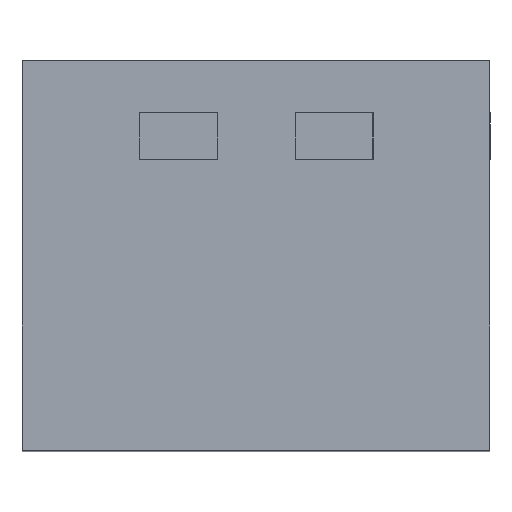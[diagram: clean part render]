
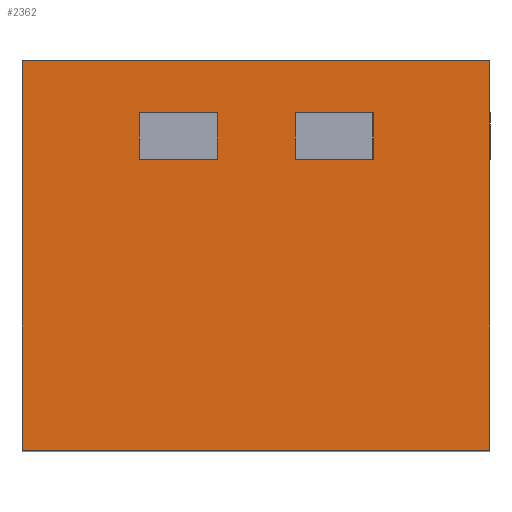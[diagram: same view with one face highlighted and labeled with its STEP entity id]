
A CAD part, top view. The second image highlights one B-rep face of the part: STEP entity #2362.
In plain terms, the highlighted planar face has unit normal (0, 0, 1).
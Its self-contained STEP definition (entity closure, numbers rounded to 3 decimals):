
#506=ORIENTED_EDGE('',*,*,#995,.F.);
#507=ORIENTED_EDGE('',*,*,#1003,.T.);
#508=ORIENTED_EDGE('',*,*,#993,.F.);
#509=ORIENTED_EDGE('',*,*,#984,.F.);
#510=ORIENTED_EDGE('',*,*,#1034,.F.);
#511=ORIENTED_EDGE('',*,*,#1026,.T.);
#512=ORIENTED_EDGE('',*,*,#1050,.T.);
#513=ORIENTED_EDGE('',*,*,#1024,.T.);
#514=ORIENTED_EDGE('',*,*,#1072,.T.);
#515=ORIENTED_EDGE('',*,*,#1073,.F.);
#516=ORIENTED_EDGE('',*,*,#1068,.F.);
#517=ORIENTED_EDGE('',*,*,#1074,.T.);
#984=EDGE_CURVE('',#1308,#1309,#1535,.T.);
#993=EDGE_CURVE('',#1309,#1316,#1541,.T.);
#995=EDGE_CURVE('',#1317,#1308,#1542,.F.);
#1003=EDGE_CURVE('',#1317,#1316,#1548,.T.);
#1024=EDGE_CURVE('',#1330,#1333,#1563,.F.);
#1026=EDGE_CURVE('',#1336,#1335,#1565,.T.);
#1034=EDGE_CURVE('',#1336,#1333,#1570,.T.);
#1050=EDGE_CURVE('',#1335,#1330,#1581,.T.);
#1068=EDGE_CURVE('',#1361,#1362,#1595,.T.);
#1072=EDGE_CURVE('',#1365,#1366,#1599,.T.);
#1073=EDGE_CURVE('',#1362,#1366,#1600,.T.);
#1074=EDGE_CURVE('',#1361,#1365,#1601,.T.);
#1308=VERTEX_POINT('',#3604);
#1309=VERTEX_POINT('',#3606);
#1316=VERTEX_POINT('',#3621);
#1317=VERTEX_POINT('',#3626);
#1330=VERTEX_POINT('',#3677);
#1333=VERTEX_POINT('',#3682);
#1335=VERTEX_POINT('',#3687);
#1336=VERTEX_POINT('',#3689);
#1361=VERTEX_POINT('',#3770);
#1362=VERTEX_POINT('',#3771);
#1365=VERTEX_POINT('',#3779);
#1366=VERTEX_POINT('',#3780);
#1535=LINE('',#3605,#1777);
#1541=LINE('',#3623,#1783);
#1542=LINE('',#3628,#1784);
#1548=LINE('',#3641,#1790);
#1563=LINE('',#3683,#1805);
#1565=LINE('',#3688,#1807);
#1570=LINE('',#3704,#1812);
#1581=LINE('',#3734,#1823);
#1595=LINE('',#3769,#1837);
#1599=LINE('',#3778,#1841);
#1600=LINE('',#3781,#1842);
#1601=LINE('',#3782,#1843);
#1777=VECTOR('',#2887,1000.);
#1783=VECTOR('',#2901,1000.);
#1784=VECTOR('',#2906,1000.);
#1790=VECTOR('',#2920,1000.);
#1805=VECTOR('',#2965,1000.);
#1807=VECTOR('',#2969,1000.);
#1812=VECTOR('',#2984,1000.);
#1823=VECTOR('',#3011,1000.);
#1837=VECTOR('',#3051,1000.);
#1841=VECTOR('',#3057,1000.);
#1842=VECTOR('',#3058,1000.);
#1843=VECTOR('',#3059,1000.);
#2022=EDGE_LOOP('',(#506,#507,#508,#509));
#2023=EDGE_LOOP('',(#510,#511,#512,#513));
#2024=EDGE_LOOP('',(#514,#515,#516,#517));
#2158=FACE_BOUND('',#2022,.T.);
#2159=FACE_BOUND('',#2023,.T.);
#2160=FACE_BOUND('',#2024,.T.);
#2264=PLANE('',#2587);
#2362=ADVANCED_FACE('',(#2158,#2159,#2160),#2264,.F.);
#2587=AXIS2_PLACEMENT_3D('',#3777,#3055,#3056);
#2887=DIRECTION('',(-1.,0.,0.));
#2901=DIRECTION('',(0.,-1.,0.));
#2906=DIRECTION('',(0.,-1.,0.));
#2920=DIRECTION('',(-1.,0.,0.));
#2965=DIRECTION('',(0.,-1.,0.));
#2969=DIRECTION('',(0.,-1.,0.));
#2984=DIRECTION('',(-1.,0.,0.));
#3011=DIRECTION('',(-1.,0.,0.));
#3051=DIRECTION('',(1.,0.,0.));
#3055=DIRECTION('',(0.,0.,-1.));
#3056=DIRECTION('',(0.,1.,0.));
#3057=DIRECTION('',(1.,0.,0.));
#3058=DIRECTION('',(0.,-1.,0.));
#3059=DIRECTION('',(0.,-1.,0.));
#3604=CARTESIAN_POINT('',(0.15,0.433,0.5));
#3605=CARTESIAN_POINT('',(-0.3,0.433,0.5));
#3606=CARTESIAN_POINT('',(0.05,0.433,0.5));
#3621=CARTESIAN_POINT('',(0.05,0.373,0.5));
#3623=CARTESIAN_POINT('',(0.05,0.5,0.5));
#3626=CARTESIAN_POINT('',(0.15,0.373,0.5));
#3628=CARTESIAN_POINT('',(0.15,0.433,0.5));
#3641=CARTESIAN_POINT('',(-0.3,0.373,0.5));
#3677=CARTESIAN_POINT('',(-0.15,0.373,0.5));
#3682=CARTESIAN_POINT('',(-0.15,0.433,0.5));
#3683=CARTESIAN_POINT('',(-0.15,0.433,0.5));
#3687=CARTESIAN_POINT('',(-0.05,0.373,0.5));
#3688=CARTESIAN_POINT('',(-0.05,0.433,0.5));
#3689=CARTESIAN_POINT('',(-0.05,0.433,0.5));
#3704=CARTESIAN_POINT('',(-0.3,0.433,0.5));
#3734=CARTESIAN_POINT('',(-0.3,0.373,0.5));
#3769=CARTESIAN_POINT('',(-0.3,0.5,0.5));
#3770=CARTESIAN_POINT('',(-0.3,0.5,0.5));
#3771=CARTESIAN_POINT('',(0.3,0.5,0.5));
#3777=CARTESIAN_POINT('',(-0.3,0.5,0.5));
#3778=CARTESIAN_POINT('',(-0.3,0.,0.5));
#3779=CARTESIAN_POINT('',(-0.3,0.,0.5));
#3780=CARTESIAN_POINT('',(0.3,0.,0.5));
#3781=CARTESIAN_POINT('',(0.3,0.5,0.5));
#3782=CARTESIAN_POINT('',(-0.3,0.5,0.5));
